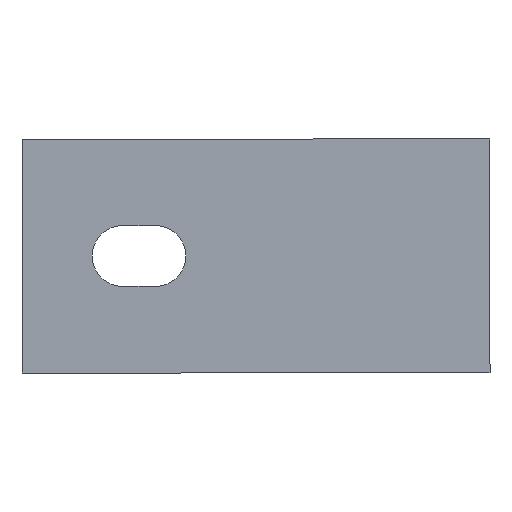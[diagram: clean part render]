
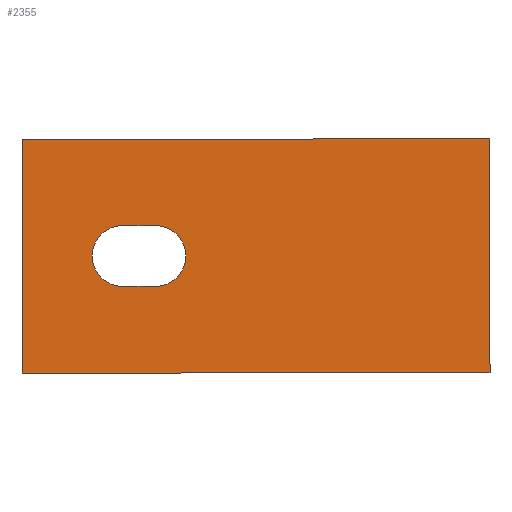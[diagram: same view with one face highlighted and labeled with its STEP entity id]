
A CAD part, left-side view. The second image highlights one B-rep face of the part: STEP entity #2355.
In plain terms, the highlighted face is planar.
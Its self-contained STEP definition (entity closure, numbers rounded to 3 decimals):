
#18 = CARTESIAN_POINT ( 'NONE',  ( 6.5, 0., 0. ) ) ;
#112 = AXIS2_PLACEMENT_3D ( 'NONE', #2148, #2356, #861 ) ;
#182 = LINE ( 'NONE', #1286, #2384 ) ;
#245 = CARTESIAN_POINT ( 'NONE',  ( -25., -78.5, 0. ) ) ;
#247 = VERTEX_POINT ( 'NONE', #1149 ) ;
#256 = EDGE_CURVE ( 'NONE', #247, #622, #856, .T. ) ;
#393 = CARTESIAN_POINT ( 'NONE',  ( 0., -7., 0. ) ) ;
#468 = VECTOR ( 'NONE', #601, 1000. ) ;
#496 = CARTESIAN_POINT ( 'NONE',  ( -6.5, -7., 0. ) ) ;
#563 = DIRECTION ( 'NONE',  ( 1., 0., 0. ) ) ;
#583 = VECTOR ( 'NONE', #2422, 1000. ) ;
#601 = DIRECTION ( 'NONE',  ( 0., 1., 0. ) ) ;
#614 = CARTESIAN_POINT ( 'NONE',  ( -6.5, 0., 0. ) ) ;
#617 = VECTOR ( 'NONE', #1449, 1000. ) ;
#622 = VERTEX_POINT ( 'NONE', #1187 ) ;
#673 = CIRCLE ( 'NONE', #1605, 6.5 ) ;
#748 = EDGE_LOOP ( 'NONE', ( #922, #2320, #2180, #2075 ) ) ;
#856 = LINE ( 'NONE', #1623, #1357 ) ;
#860 = EDGE_LOOP ( 'NONE', ( #909, #1301, #1018, #1641 ) ) ;
#861 = DIRECTION ( 'NONE',  ( 1., 0., 0. ) ) ;
#866 = VERTEX_POINT ( 'NONE', #1729 ) ;
#903 = EDGE_CURVE ( 'NONE', #1799, #866, #1080, .T. ) ;
#909 = ORIENTED_EDGE ( 'NONE', *, *, #2100, .T. ) ;
#922 = ORIENTED_EDGE ( 'NONE', *, *, #2244, .F. ) ;
#929 = CARTESIAN_POINT ( 'NONE',  ( -6.5, 0., 0. ) ) ;
#933 = CARTESIAN_POINT ( 'NONE',  ( 6.5, 0., 0. ) ) ;
#992 = PLANE ( 'NONE',  #2040 ) ;
#1018 = ORIENTED_EDGE ( 'NONE', *, *, #2405, .T. ) ;
#1045 = CARTESIAN_POINT ( 'NONE',  ( -25., -78.5, 0. ) ) ;
#1080 = LINE ( 'NONE', #1045, #617 ) ;
#1092 = DIRECTION ( 'NONE',  ( 0., -1., 0. ) ) ;
#1147 = CARTESIAN_POINT ( 'NONE',  ( 6.5, -7., 0. ) ) ;
#1149 = CARTESIAN_POINT ( 'NONE',  ( 25., 21.5, 0. ) ) ;
#1180 = FACE_OUTER_BOUND ( 'NONE', #748, .T. ) ;
#1187 = CARTESIAN_POINT ( 'NONE',  ( -25., 21.5, 0. ) ) ;
#1216 = EDGE_CURVE ( 'NONE', #1650, #1788, #2277, .T. ) ;
#1286 = CARTESIAN_POINT ( 'NONE',  ( -25., 21.5, 0. ) ) ;
#1301 = ORIENTED_EDGE ( 'NONE', *, *, #2271, .T. ) ;
#1353 = FACE_BOUND ( 'NONE', #860, .T. ) ;
#1357 = VECTOR ( 'NONE', #1612, 1000. ) ;
#1381 = VERTEX_POINT ( 'NONE', #496 ) ;
#1449 = DIRECTION ( 'NONE',  ( 1., 0., 0. ) ) ;
#1605 = AXIS2_PLACEMENT_3D ( 'NONE', #393, #1884, #1696 ) ;
#1612 = DIRECTION ( 'NONE',  ( -1., 0., 0. ) ) ;
#1623 = CARTESIAN_POINT ( 'NONE',  ( -25., 21.5, 0. ) ) ;
#1640 = VECTOR ( 'NONE', #2216, 1000. ) ;
#1641 = ORIENTED_EDGE ( 'NONE', *, *, #1216, .T. ) ;
#1650 = VERTEX_POINT ( 'NONE', #1147 ) ;
#1696 = DIRECTION ( 'NONE',  ( 1., 0., 0. ) ) ;
#1725 = DIRECTION ( 'NONE',  ( 0., 0., 1. ) ) ;
#1729 = CARTESIAN_POINT ( 'NONE',  ( 25., -78.5, 0. ) ) ;
#1756 = CIRCLE ( 'NONE', #112, 6.5 ) ;
#1788 = VERTEX_POINT ( 'NONE', #933 ) ;
#1799 = VERTEX_POINT ( 'NONE', #2046 ) ;
#1816 = LINE ( 'NONE', #1859, #1640 ) ;
#1851 = LINE ( 'NONE', #929, #583 ) ;
#1859 = CARTESIAN_POINT ( 'NONE',  ( 25., 21.5, 0. ) ) ;
#1884 = DIRECTION ( 'NONE',  ( 0., 0., 1. ) ) ;
#1923 = VERTEX_POINT ( 'NONE', #614 ) ;
#2040 = AXIS2_PLACEMENT_3D ( 'NONE', #245, #1725, #563 ) ;
#2046 = CARTESIAN_POINT ( 'NONE',  ( -25., -78.5, 0. ) ) ;
#2075 = ORIENTED_EDGE ( 'NONE', *, *, #903, .F. ) ;
#2100 = EDGE_CURVE ( 'NONE', #1788, #1923, #1756, .T. ) ;
#2148 = CARTESIAN_POINT ( 'NONE',  ( 0., 0., 0. ) ) ;
#2180 = ORIENTED_EDGE ( 'NONE', *, *, #2188, .F. ) ;
#2188 = EDGE_CURVE ( 'NONE', #866, #247, #1816, .T. ) ;
#2216 = DIRECTION ( 'NONE',  ( 0., 1., 0. ) ) ;
#2244 = EDGE_CURVE ( 'NONE', #622, #1799, #182, .T. ) ;
#2271 = EDGE_CURVE ( 'NONE', #1923, #1381, #1851, .T. ) ;
#2277 = LINE ( 'NONE', #18, #468 ) ;
#2320 = ORIENTED_EDGE ( 'NONE', *, *, #256, .F. ) ;
#2355 = ADVANCED_FACE ( 'NONE', ( #1180, #1353 ), #992, .F. ) ;
#2356 = DIRECTION ( 'NONE',  ( 0., 0., 1. ) ) ;
#2384 = VECTOR ( 'NONE', #1092, 1000. ) ;
#2405 = EDGE_CURVE ( 'NONE', #1381, #1650, #673, .T. ) ;
#2422 = DIRECTION ( 'NONE',  ( 0., -1., 0. ) ) ;
